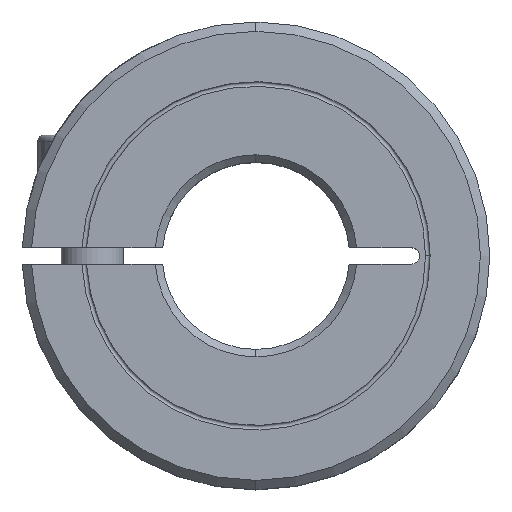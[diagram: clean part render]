
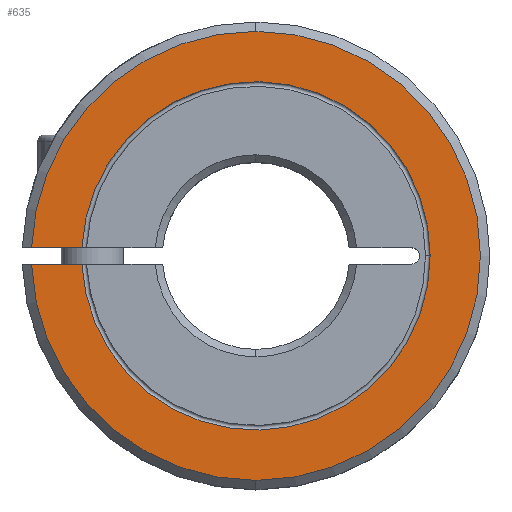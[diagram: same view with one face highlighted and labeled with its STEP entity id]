
A CAD part, top view. The second image highlights one B-rep face of the part: STEP entity #635.
In plain terms, the highlighted planar face has unit normal (0, 0, 1).
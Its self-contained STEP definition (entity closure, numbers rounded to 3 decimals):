
#489=EDGE_CURVE('',#727,#1065,#1233,.T.);
#497=EDGE_CURVE('',#609,#939,#1241,.T.);
#501=EDGE_CURVE('',#1057,#609,#1245,.T.);
#565=VERTEX_POINT('',#1313);
#609=VERTEX_POINT('',#1358);
#629=VERTEX_POINT('',#1379);
#635=ADVANCED_FACE('',(#1385),#1386,.T.);
#693=EDGE_CURVE('',#1057,#629,#1455,.T.);
#727=VERTEX_POINT('',#1492);
#745=EDGE_CURVE('',#629,#565,#1515,.T.);
#759=EDGE_CURVE('',#939,#1065,#1530,.T.);
#849=EDGE_CURVE('',#565,#727,#1628,.T.);
#939=VERTEX_POINT('',#1729);
#1057=VERTEX_POINT('',#1863);
#1065=VERTEX_POINT('',#1872);
#1233=LINE('',#2152,#2153);
#1241=CIRCLE('',#2163,14.4);
#1245=CIRCLE('',#2168,14.4);
#1313=CARTESIAN_POINT('',(11.175,0.,11.0));
#1358=CARTESIAN_POINT('',(0.,14.4,11.0));
#1379=CARTESIAN_POINT('',(-11.163,0.525,11.0));
#1385=FACE_OUTER_BOUND('',#2402,.T.);
#1386=PLANE('',#2403);
#1455=LINE('',#2501,#2502);
#1492=CARTESIAN_POINT('',(-11.163,-0.525,11.0));
#1515=CIRCLE('',#2595,11.175);
#1530=CIRCLE('',#2615,14.4);
#1628=CIRCLE('',#2765,11.175);
#1729=CARTESIAN_POINT('',(0.,-14.4,11.0));
#1863=CARTESIAN_POINT('',(-14.39,0.525,11.0));
#1872=CARTESIAN_POINT('',(-14.39,-0.525,11.0));
#2152=CARTESIAN_POINT('',(-1.506,-0.525,11.0));
#2153=VECTOR('',#3369,1.0);
#2163=AXIS2_PLACEMENT_3D('',#3373,#3374,#3375);
#2168=AXIS2_PLACEMENT_3D('',#3376,#3377,#3378);
#2402=EDGE_LOOP('',(#3493,#3494,#3495,#3496,#3497,#3498,#3499));
#2403=AXIS2_PLACEMENT_3D('',#3500,#3501,#3502);
#2501=CARTESIAN_POINT('',(-1.506,0.525,11.0));
#2502=VECTOR('',#3616,1.0);
#2595=AXIS2_PLACEMENT_3D('',#3694,#3695,#3696);
#2615=AXIS2_PLACEMENT_3D('',#3707,#3708,#3709);
#2765=AXIS2_PLACEMENT_3D('',#3815,#3816,#3817);
#3369=DIRECTION('',(-1.0,0.0,0.));
#3373=CARTESIAN_POINT('',(0.,0.0,11.0));
#3374=DIRECTION('',(0.,0.0,-1.0));
#3375=DIRECTION('',(0.0,1.0,0.0));
#3376=CARTESIAN_POINT('',(0.,0.0,11.0));
#3377=DIRECTION('',(0.,0.0,-1.0));
#3378=DIRECTION('',(0.0,1.0,0.0));
#3493=ORIENTED_EDGE('',*,*,#489,.T.);
#3494=ORIENTED_EDGE('',*,*,#759,.F.);
#3495=ORIENTED_EDGE('',*,*,#497,.F.);
#3496=ORIENTED_EDGE('',*,*,#501,.F.);
#3497=ORIENTED_EDGE('',*,*,#693,.T.);
#3498=ORIENTED_EDGE('',*,*,#745,.T.);
#3499=ORIENTED_EDGE('',*,*,#849,.T.);
#3500=CARTESIAN_POINT('',(0.,10.44,11.0));
#3501=DIRECTION('',(0.,0.,1.0));
#3502=DIRECTION('',(0.,-1.0,0.));
#3616=DIRECTION('',(1.0,0.0,0.));
#3694=CARTESIAN_POINT('',(0.,0.,11.0));
#3695=DIRECTION('',(0.,0.,-1.0));
#3696=DIRECTION('',(1.0,0.,0.));
#3707=CARTESIAN_POINT('',(0.,0.0,11.0));
#3708=DIRECTION('',(0.,0.0,-1.0));
#3709=DIRECTION('',(0.0,1.0,0.0));
#3815=CARTESIAN_POINT('',(0.,0.,11.0));
#3816=DIRECTION('',(0.,0.,-1.0));
#3817=DIRECTION('',(1.0,0.,0.));
